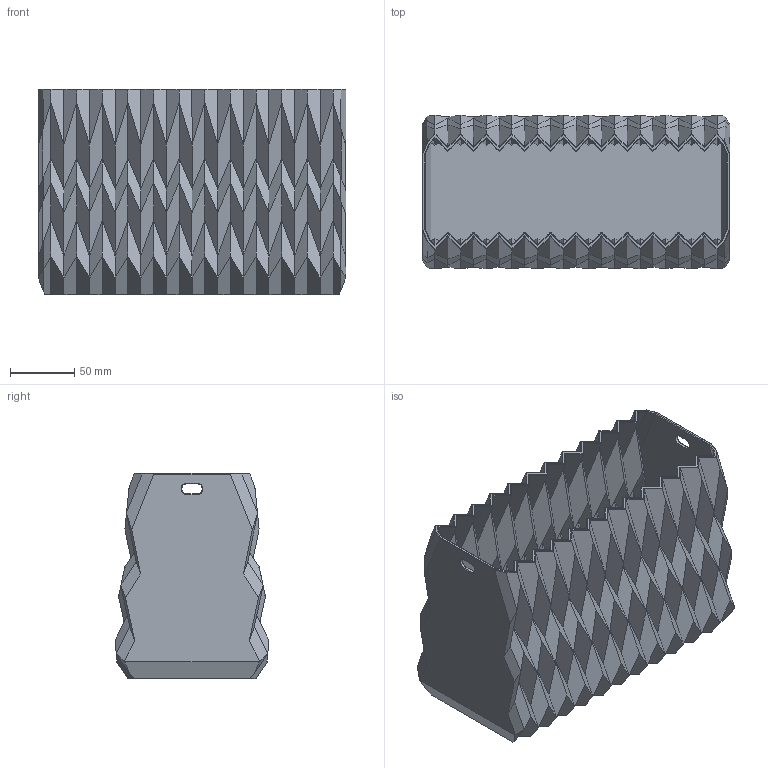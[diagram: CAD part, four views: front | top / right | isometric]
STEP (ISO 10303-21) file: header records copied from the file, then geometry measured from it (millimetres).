
FILE_DESCRIPTION(('CATIA V5 STEP Exchange','CAx-IF Rec.Pracs.--- Model Styling and Organization---1.5--- 2016-08-15','CAx-IF Rec.Pracs.---Supplemental Geometry---1.0---2011-11-01','CAx-IF Rec.Pracs.--- Composite Materials ---1.1---2010-07-15'),'2;1');
FILE_NAME('05_kabelka.stp','2025-05-11T11:33:51+00:00',('none'),('SkodaTRN'),'CATIA Version 5-6 Release 2022 SP4 HF8','CATIA V5 STEP AP214 v3','none');
FILE_SCHEMA(('AUTOMOTIVE_DESIGN { 1 0 10303 214 1 1 1 1 }'));
Length unit declared in the file: millimetre
Products named in the file (1): Part87
Bounding box: 239.8 x 120 x 160 mm (x, y, z)
Volume: 399850 mm3; surface area: 321804.1 mm2
Topology: 1 solids, 1 shells, 759 faces, 1708 edges, 952 vertices
Faces by surface type: plane 639, bspline 116, cylinder 4
Entity records: 25345 total; most frequent: CARTESIAN_POINT 10973, ORIENTED_EDGE 3416, DIRECTION 2195, EDGE_CURVE 1708, VERTEX_POINT 952, VECTOR 907, LINE 907, EDGE_LOOP 764
